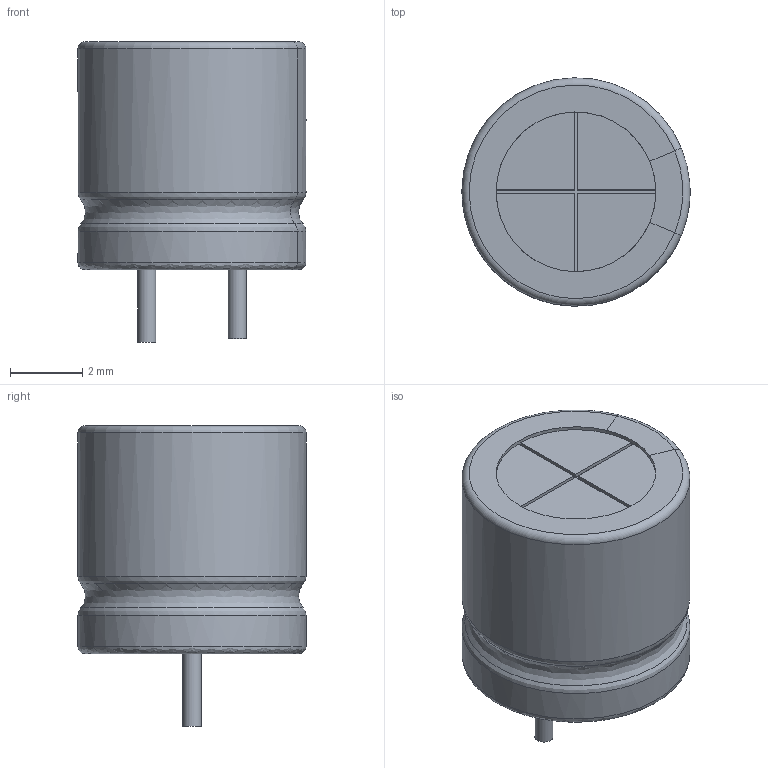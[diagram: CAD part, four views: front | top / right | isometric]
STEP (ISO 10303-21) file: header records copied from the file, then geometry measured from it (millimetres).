
FILE_DESCRIPTION(/* description */ ('model of CP_Radial_D6.3mm_P2.50mm'),/* implementation_level */ '2;1');
FILE_NAME(/* name */ 'CP_Radial_D6.3mm_P2.50mm.step',/* time_stamp */ '2017-05-20T20:37:49',/* author */ ('kicad StepUp','ksu'),/* organization */ ('FreeCAD'),/* preprocessor_version */ 'OCC',/* originating_system */ 'kicad StepUp',/* authorisation */ '');
FILE_SCHEMA(('AUTOMOTIVE_DESIGN_CC2 { 1 2 10303 214 -1 1 5 4 }'));
Length unit declared in the file: millimetre
Products named in the file (1): CP_Radial_D63mm_P250mm
Bounding box: 6.3 x 6.3 x 8.3 mm (x, y, z)
Volume: 188.3 mm3; surface area: 229.5 mm2
Topology: 1 solids, 2 shells, 46 faces, 107 edges, 68 vertices
Faces by surface type: plane 23, cylinder 13, revolution 4, bspline 4, torus 2
Full cylindrical faces by diameter (mm): 0.5 x2
Entity records: 1297 total; most frequent: CARTESIAN_POINT 480, ORIENTED_EDGE 175, EDGE_CURVE 107, VERTEX_POINT 68, AXIS2_PLACEMENT_3D 56, FACE_BOUND 49, EDGE_LOOP 49, ADVANCED_FACE 46
